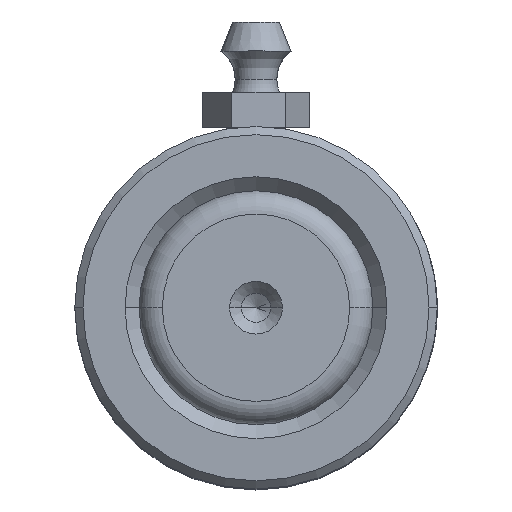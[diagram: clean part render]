
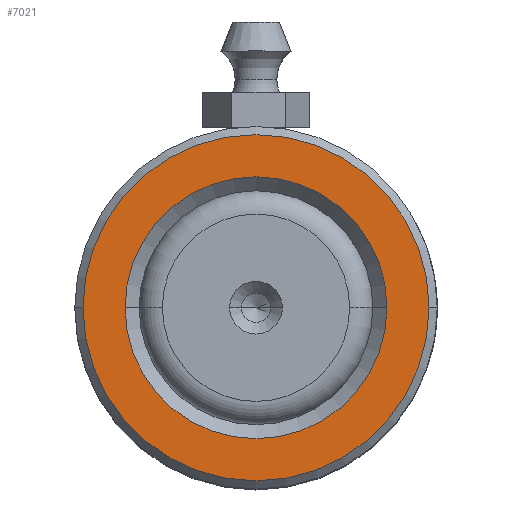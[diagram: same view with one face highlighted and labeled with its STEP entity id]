
A CAD part, top view. The second image highlights one B-rep face of the part: STEP entity #7021.
In plain terms, the highlighted planar face has unit normal (0, 0, 1).
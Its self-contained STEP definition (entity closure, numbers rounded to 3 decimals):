
#282 = CARTESIAN_POINT ( 'NONE',  ( 0., 0., 50. ) ) ;
#434 = DIRECTION ( 'NONE',  ( 0., 0., -1. ) ) ;
#590 = EDGE_CURVE ( 'NONE', #2515, #5041, #3978, .T. ) ;
#616 = CIRCLE ( 'NONE', #7758, 14.8 ) ;
#889 = CARTESIAN_POINT ( 'NONE',  ( 0., 0., 50. ) ) ;
#989 = DIRECTION ( 'NONE',  ( 1., 0., 0. ) ) ;
#1600 = AXIS2_PLACEMENT_3D ( 'NONE', #282, #3536, #989 ) ;
#1692 = CARTESIAN_POINT ( 'NONE',  ( 0., 0., 50. ) ) ;
#1834 = ORIENTED_EDGE ( 'NONE', *, *, #7053, .T. ) ;
#1955 = VERTEX_POINT ( 'NONE', #7312 ) ;
#2018 = EDGE_CURVE ( 'NONE', #5041, #2515, #616, .T. ) ;
#2297 = FACE_OUTER_BOUND ( 'NONE', #4722, .T. ) ;
#2334 = PLANE ( 'NONE',  #4836 ) ;
#2515 = VERTEX_POINT ( 'NONE', #5594 ) ;
#2573 = EDGE_LOOP ( 'NONE', ( #7859, #1834 ) ) ;
#2679 = AXIS2_PLACEMENT_3D ( 'NONE', #6128, #2814, #8030 ) ;
#2805 = DIRECTION ( 'NONE',  ( 1., 0., 0. ) ) ;
#2814 = DIRECTION ( 'NONE',  ( 0., 0., -1. ) ) ;
#3536 = DIRECTION ( 'NONE',  ( 0., 0., 1. ) ) ;
#3978 = CIRCLE ( 'NONE', #1600, 14.8 ) ;
#4033 = DIRECTION ( 'NONE',  ( 0., 0., 1. ) ) ;
#4409 = CARTESIAN_POINT ( 'NONE',  ( -11.2, 0., 50. ) ) ;
#4722 = EDGE_LOOP ( 'NONE', ( #8163, #8226 ) ) ;
#4729 = VERTEX_POINT ( 'NONE', #4409 ) ;
#4836 = AXIS2_PLACEMENT_3D ( 'NONE', #1692, #5576, #5501 ) ;
#5041 = VERTEX_POINT ( 'NONE', #8075 ) ;
#5426 = AXIS2_PLACEMENT_3D ( 'NONE', #6232, #434, #6840 ) ;
#5501 = DIRECTION ( 'NONE',  ( 1., 0., 0. ) ) ;
#5576 = DIRECTION ( 'NONE',  ( 0., 0., 1. ) ) ;
#5594 = CARTESIAN_POINT ( 'NONE',  ( -14.8, 0., 50. ) ) ;
#6128 = CARTESIAN_POINT ( 'NONE',  ( 0., 0., 50. ) ) ;
#6232 = CARTESIAN_POINT ( 'NONE',  ( 0., 0., 50. ) ) ;
#6840 = DIRECTION ( 'NONE',  ( 1., 0., 0. ) ) ;
#6876 = EDGE_CURVE ( 'NONE', #1955, #4729, #8246, .T. ) ;
#7021 = ADVANCED_FACE ( 'NONE', ( #2297, #7326 ), #2334, .T. ) ;
#7053 = EDGE_CURVE ( 'NONE', #4729, #1955, #8143, .T. ) ;
#7312 = CARTESIAN_POINT ( 'NONE',  ( 11.2, 0., 50. ) ) ;
#7326 = FACE_BOUND ( 'NONE', #2573, .T. ) ;
#7758 = AXIS2_PLACEMENT_3D ( 'NONE', #889, #4033, #2805 ) ;
#7859 = ORIENTED_EDGE ( 'NONE', *, *, #6876, .T. ) ;
#8030 = DIRECTION ( 'NONE',  ( 1., 0., 0. ) ) ;
#8075 = CARTESIAN_POINT ( 'NONE',  ( 14.8, 0., 50. ) ) ;
#8143 = CIRCLE ( 'NONE', #5426, 11.2 ) ;
#8163 = ORIENTED_EDGE ( 'NONE', *, *, #590, .T. ) ;
#8226 = ORIENTED_EDGE ( 'NONE', *, *, #2018, .T. ) ;
#8246 = CIRCLE ( 'NONE', #2679, 11.2 ) ;
